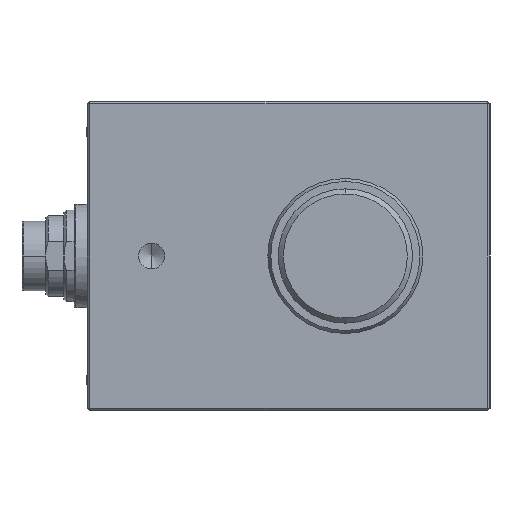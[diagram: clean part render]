
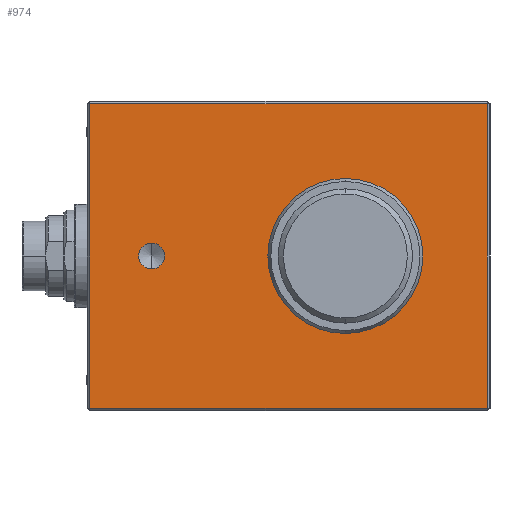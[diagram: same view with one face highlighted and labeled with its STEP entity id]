
A CAD part, left-side view. The second image highlights one B-rep face of the part: STEP entity #974.
In plain terms, the highlighted planar face has unit normal (-1, 0, 0).
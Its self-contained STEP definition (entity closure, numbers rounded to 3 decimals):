
#974 = ADVANCED_FACE ( 'NONE', ( #5424, #5264, #5540 ), #4624, .T. ) ;
#1083 = EDGE_CURVE ( 'NONE', #1496, #1521, #4100, .T. ) ;
#1096 = EDGE_CURVE ( 'NONE', #1521, #1496, #3916, .T. ) ;
#1119 = EDGE_CURVE ( 'NONE', #1588, #1602, #5396, .T. ) ;
#1126 = EDGE_CURVE ( 'NONE', #1593, #1588, #5502, .T. ) ;
#1196 = EDGE_CURVE ( 'NONE', #1606, #1593, #5786, .T. ) ;
#1197 = EDGE_CURVE ( 'NONE', #1513, #1558, #7327, .T. ) ;
#1198 = EDGE_CURVE ( 'NONE', #1602, #1606, #5791, .T. ) ;
#1282 = EDGE_CURVE ( 'NONE', #1558, #1513, #7501, .T. ) ;
#1496 = VERTEX_POINT ( 'NONE', #3428 ) ;
#1513 = VERTEX_POINT ( 'NONE', #3479 ) ;
#1521 = VERTEX_POINT ( 'NONE', #3471 ) ;
#1558 = VERTEX_POINT ( 'NONE', #3521 ) ;
#1588 = VERTEX_POINT ( 'NONE', #3538 ) ;
#1593 = VERTEX_POINT ( 'NONE', #3596 ) ;
#1602 = VERTEX_POINT ( 'NONE', #3589 ) ;
#1606 = VERTEX_POINT ( 'NONE', #3585 ) ;
#1939 = ORIENTED_EDGE ( 'NONE', *, *, #1096, .F. ) ;
#1940 = ORIENTED_EDGE ( 'NONE', *, *, #1083, .F. ) ;
#1941 = ORIENTED_EDGE ( 'NONE', *, *, #1197, .T. ) ;
#1942 = ORIENTED_EDGE ( 'NONE', *, *, #1282, .T. ) ;
#1943 = ORIENTED_EDGE ( 'NONE', *, *, #1126, .T. ) ;
#1944 = ORIENTED_EDGE ( 'NONE', *, *, #1119, .T. ) ;
#1945 = ORIENTED_EDGE ( 'NONE', *, *, #1198, .T. ) ;
#1946 = ORIENTED_EDGE ( 'NONE', *, *, #1196, .T. ) ;
#2244 = EDGE_LOOP ( 'NONE', ( #1942, #1941 ) ) ;
#2310 = EDGE_LOOP ( 'NONE', ( #1944, #1945, #1946, #1943 ) ) ;
#2311 = EDGE_LOOP ( 'NONE', ( #1939, #1940 ) ) ;
#3428 = CARTESIAN_POINT ( 'NONE',  ( -46., 37.5, -2.5 ) ) ;
#3471 = CARTESIAN_POINT ( 'NONE',  ( -46., 37.5, 2.5 ) ) ;
#3479 = CARTESIAN_POINT ( 'NONE',  ( -46., 0., 15. ) ) ;
#3521 = CARTESIAN_POINT ( 'NONE',  ( -46., 0., -15. ) ) ;
#3538 = CARTESIAN_POINT ( 'NONE',  ( -46., 49.5, -29.5 ) ) ;
#3585 = CARTESIAN_POINT ( 'NONE',  ( -46., -27.5, 29.5 ) ) ;
#3589 = CARTESIAN_POINT ( 'NONE',  ( -46., -27.5, -29.5 ) ) ;
#3596 = CARTESIAN_POINT ( 'NONE',  ( -46., 49.5, 29.5 ) ) ;
#3861 = AXIS2_PLACEMENT_3D ( 'NONE', #6709, #6429, #6703 ) ;
#3897 = VECTOR ( 'NONE', #6713, 1000. ) ;
#3916 = CIRCLE ( 'NONE', #3922, 2.5 ) ;
#3922 = AXIS2_PLACEMENT_3D ( 'NONE', #6552, #6553, #6558 ) ;
#3942 = AXIS2_PLACEMENT_3D ( 'NONE', #4625, #4626, #4627 ) ;
#4018 = VECTOR ( 'NONE', #6623, 1000. ) ;
#4100 = CIRCLE ( 'NONE', #3861, 2.5 ) ;
#4624 = PLANE ( 'NONE',  #3942 ) ;
#4625 = CARTESIAN_POINT ( 'NONE',  ( -46., 50., 30. ) ) ;
#4626 = DIRECTION ( 'NONE',  ( -1., 0., 0. ) ) ;
#4627 = DIRECTION ( 'NONE',  ( 0., 0., 1. ) ) ;
#5264 = FACE_OUTER_BOUND ( 'NONE', #2310, .T. ) ;
#5396 = LINE ( 'NONE', #6530, #4018 ) ;
#5424 = FACE_BOUND ( 'NONE', #2244, .T. ) ;
#5502 = LINE ( 'NONE', #6714, #3897 ) ;
#5540 = FACE_BOUND ( 'NONE', #2311, .T. ) ;
#5786 = LINE ( 'NONE', #6889, #7304 ) ;
#5791 = LINE ( 'NONE', #6883, #7302 ) ;
#6429 = DIRECTION ( 'NONE',  ( -1., 0., 0. ) ) ;
#6530 = CARTESIAN_POINT ( 'NONE',  ( -46., 50., -29.5 ) ) ;
#6552 = CARTESIAN_POINT ( 'NONE',  ( -46., 37.5, 0. ) ) ;
#6553 = DIRECTION ( 'NONE',  ( -1., 0., 0. ) ) ;
#6558 = DIRECTION ( 'NONE',  ( 0., 0., 1. ) ) ;
#6623 = DIRECTION ( 'NONE',  ( 0., -1., 0. ) ) ;
#6703 = DIRECTION ( 'NONE',  ( 0., 0., 1. ) ) ;
#6709 = CARTESIAN_POINT ( 'NONE',  ( -46., 37.5, 0. ) ) ;
#6713 = DIRECTION ( 'NONE',  ( 0., 0., -1. ) ) ;
#6714 = CARTESIAN_POINT ( 'NONE',  ( -46., 49.5, 30. ) ) ;
#6883 = CARTESIAN_POINT ( 'NONE',  ( -46., -27.5, 30. ) ) ;
#6885 = DIRECTION ( 'NONE',  ( 0., 0., -1. ) ) ;
#6886 = CARTESIAN_POINT ( 'NONE',  ( -46., 0., 0. ) ) ;
#6887 = DIRECTION ( 'NONE',  ( 0., 1., 0. ) ) ;
#6888 = DIRECTION ( 'NONE',  ( 0., 0., 1. ) ) ;
#6889 = CARTESIAN_POINT ( 'NONE',  ( -46., 50., 29.5 ) ) ;
#6890 = DIRECTION ( 'NONE',  ( 1., 0., 0. ) ) ;
#7069 = CARTESIAN_POINT ( 'NONE',  ( -46., 0., 0. ) ) ;
#7084 = DIRECTION ( 'NONE',  ( 1., 0., 0. ) ) ;
#7085 = DIRECTION ( 'NONE',  ( 0., 0., -1. ) ) ;
#7302 = VECTOR ( 'NONE', #6888, 1000. ) ;
#7304 = VECTOR ( 'NONE', #6887, 1000. ) ;
#7327 = CIRCLE ( 'NONE', #7578, 15. ) ;
#7500 = AXIS2_PLACEMENT_3D ( 'NONE', #7069, #7084, #7085 ) ;
#7501 = CIRCLE ( 'NONE', #7500, 15. ) ;
#7578 = AXIS2_PLACEMENT_3D ( 'NONE', #6886, #6890, #6885 ) ;
